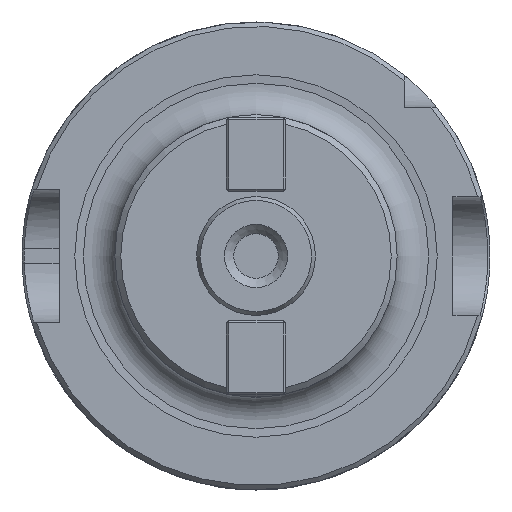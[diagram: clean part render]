
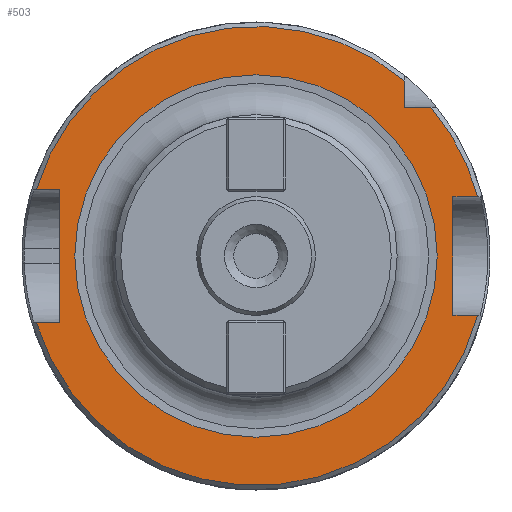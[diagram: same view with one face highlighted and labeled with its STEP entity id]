
A CAD part, left-side view. The second image highlights one B-rep face of the part: STEP entity #503.
In plain terms, the highlighted planar face has unit normal (-1, 0, 0).
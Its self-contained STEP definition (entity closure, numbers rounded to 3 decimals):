
#80=LINE('',#2978,#228);
#81=LINE('',#2983,#229);
#82=LINE('',#2985,#230);
#83=LINE('',#2987,#231);
#84=LINE('',#2991,#232);
#85=LINE('',#2993,#233);
#86=LINE('',#2995,#234);
#87=LINE('',#2999,#235);
#228=VECTOR('',#2402,1.);
#229=VECTOR('',#2405,1.);
#230=VECTOR('',#2406,1.);
#231=VECTOR('',#2407,1.);
#232=VECTOR('',#2410,1.);
#233=VECTOR('',#2411,1.);
#234=VECTOR('',#2412,1.);
#235=VECTOR('',#2415,1.);
#377=PLANE('',#2192);
#454=FACE_BOUND('',#764,.T.);
#455=FACE_BOUND('',#765,.T.);
#503=ADVANCED_FACE('',(#454,#455),#377,.F.);
#764=EDGE_LOOP('',(#1006,#1007,#1008,#1009,#1010,#1011,#1012,#1013,#1014,
#1015,#1016));
#765=EDGE_LOOP('',(#1017));
#1006=ORIENTED_EDGE('',*,*,#1811,.F.);
#1007=ORIENTED_EDGE('',*,*,#1812,.T.);
#1008=ORIENTED_EDGE('',*,*,#1813,.F.);
#1009=ORIENTED_EDGE('',*,*,#1814,.F.);
#1010=ORIENTED_EDGE('',*,*,#1815,.F.);
#1011=ORIENTED_EDGE('',*,*,#1816,.T.);
#1012=ORIENTED_EDGE('',*,*,#1817,.F.);
#1013=ORIENTED_EDGE('',*,*,#1818,.F.);
#1014=ORIENTED_EDGE('',*,*,#1819,.F.);
#1015=ORIENTED_EDGE('',*,*,#1820,.T.);
#1016=ORIENTED_EDGE('',*,*,#1821,.F.);
#1017=ORIENTED_EDGE('',*,*,#1822,.F.);
#1612=VERTEX_POINT('',#2979);
#1613=VERTEX_POINT('',#2980);
#1614=VERTEX_POINT('',#2982);
#1615=VERTEX_POINT('',#2984);
#1616=VERTEX_POINT('',#2986);
#1617=VERTEX_POINT('',#2988);
#1618=VERTEX_POINT('',#2990);
#1619=VERTEX_POINT('',#2992);
#1620=VERTEX_POINT('',#2994);
#1621=VERTEX_POINT('',#2996);
#1622=VERTEX_POINT('',#2998);
#1623=VERTEX_POINT('',#3001);
#1811=EDGE_CURVE('',#1612,#1613,#80,.T.);
#1812=EDGE_CURVE('',#1612,#1614,#2108,.T.);
#1813=EDGE_CURVE('',#1615,#1614,#81,.T.);
#1814=EDGE_CURVE('',#1616,#1615,#82,.T.);
#1815=EDGE_CURVE('',#1617,#1616,#83,.T.);
#1816=EDGE_CURVE('',#1617,#1618,#2109,.T.);
#1817=EDGE_CURVE('',#1619,#1618,#84,.T.);
#1818=EDGE_CURVE('',#1620,#1619,#85,.T.);
#1819=EDGE_CURVE('',#1621,#1620,#86,.T.);
#1820=EDGE_CURVE('',#1621,#1622,#2110,.T.);
#1821=EDGE_CURVE('',#1613,#1622,#87,.T.);
#1822=EDGE_CURVE('',#1623,#1623,#2111,.T.);
#2108=CIRCLE('',#2188,30.9);
#2109=CIRCLE('',#2189,30.9);
#2110=CIRCLE('',#2190,30.9);
#2111=CIRCLE('',#2191,24.392);
#2188=AXIS2_PLACEMENT_3D('',#2981,#2403,#2404);
#2189=AXIS2_PLACEMENT_3D('',#2989,#2408,#2409);
#2190=AXIS2_PLACEMENT_3D('',#2997,#2413,#2414);
#2191=AXIS2_PLACEMENT_3D('',#3000,#2416,#2417);
#2192=AXIS2_PLACEMENT_3D('',#3002,#2418,#2419);
#2402=DIRECTION('',(0.,0.,-1.));
#2403=DIRECTION('',(-1.,0.,0.));
#2404=DIRECTION('',(0.,0.,-1.));
#2405=DIRECTION('',(0.,1.,0.));
#2406=DIRECTION('',(0.,0.,1.));
#2407=DIRECTION('',(0.,-1.,0.));
#2408=DIRECTION('',(-1.,0.,0.));
#2409=DIRECTION('',(0.,0.,-1.));
#2410=DIRECTION('',(0.,-1.,0.));
#2411=DIRECTION('',(0.,0.,-1.));
#2412=DIRECTION('',(0.,1.,0.));
#2413=DIRECTION('',(-1.,0.,0.));
#2414=DIRECTION('',(0.,0.,-1.));
#2415=DIRECTION('',(0.,-1.,0.));
#2416=DIRECTION('',(-1.,0.,0.));
#2417=DIRECTION('',(0.,0.,1.));
#2418=DIRECTION('',(1.,0.,0.));
#2419=DIRECTION('',(0.,0.,-1.));
#2978=CARTESIAN_POINT('',(91.,-20.,28.));
#2979=CARTESIAN_POINT('',(91.,-20.,23.554));
#2980=CARTESIAN_POINT('',(91.,-20.,20.));
#2981=CARTESIAN_POINT('',(91.,0.,0.));
#2982=CARTESIAN_POINT('',(91.,29.56,9.));
#2983=CARTESIAN_POINT('',(91.,35.75,9.));
#2984=CARTESIAN_POINT('',(91.,26.5,9.));
#2985=CARTESIAN_POINT('',(91.,26.5,-1.));
#2986=CARTESIAN_POINT('',(91.,26.5,-9.));
#2987=CARTESIAN_POINT('',(91.,35.75,-9.));
#2988=CARTESIAN_POINT('',(91.,29.56,-9.));
#2989=CARTESIAN_POINT('',(91.,0.,0.));
#2990=CARTESIAN_POINT('',(91.,-29.846,-8.));
#2991=CARTESIAN_POINT('',(91.,-35.75,-8.));
#2992=CARTESIAN_POINT('',(91.,-26.5,-8.));
#2993=CARTESIAN_POINT('',(91.,-26.5,0.));
#2994=CARTESIAN_POINT('',(91.,-26.5,8.));
#2995=CARTESIAN_POINT('',(91.,-35.75,8.));
#2996=CARTESIAN_POINT('',(91.,-29.846,8.));
#2997=CARTESIAN_POINT('',(91.,0.,0.));
#2998=CARTESIAN_POINT('',(91.,-23.554,20.));
#2999=CARTESIAN_POINT('',(91.,-35.75,20.));
#3000=CARTESIAN_POINT('',(91.,0.,0.));
#3001=CARTESIAN_POINT('',(91.,0.,24.392));
#3002=CARTESIAN_POINT('',(91.,0.,27.55));
